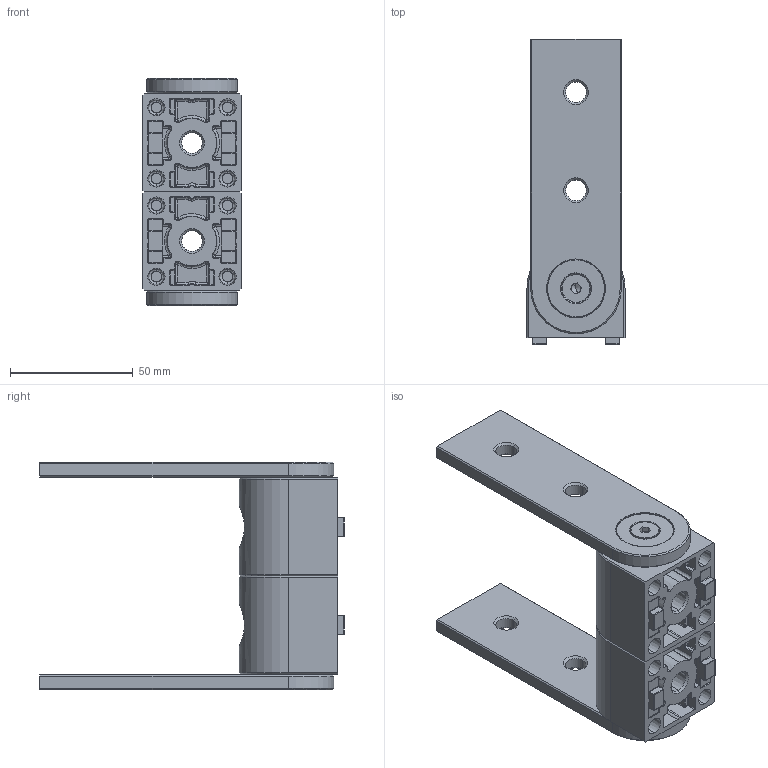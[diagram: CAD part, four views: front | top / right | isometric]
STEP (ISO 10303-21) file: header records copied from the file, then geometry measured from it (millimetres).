
FILE_DESCRIPTION (( 'STEP AP203' ), '1' );
FILE_NAME ('163018.step', '2023-01-11T15:43:51', ( '' ), ( '' ), 'SwSTEP 2.0', 'SolidWorks 2021', '' );
FILE_SCHEMA (( 'CONFIG_CONTROL_DESIGN' ));
Length unit declared in the file: inch
Products named in the file (1): 163018
Bounding box: 40 x 124.3 x 92.6 mm (x, y, z)
Volume: 137618.9 mm3; surface area: 56494.4 mm2
Topology: 15 solids, 15 shells, 1539 faces, 3429 edges, 1921 vertices
Faces by surface type: cylinder 512, bspline 463, plane 359, cone 205
Entity records: 53358 total; most frequent: CARTESIAN_POINT 22365, ORIENTED_EDGE 6786, DIRECTION 5999, EDGE_CURVE 3393, AXIS2_PLACEMENT_3D 2320, VERTEX_POINT 1921, EDGE_LOOP 1608, ADVANCED_FACE 1539
